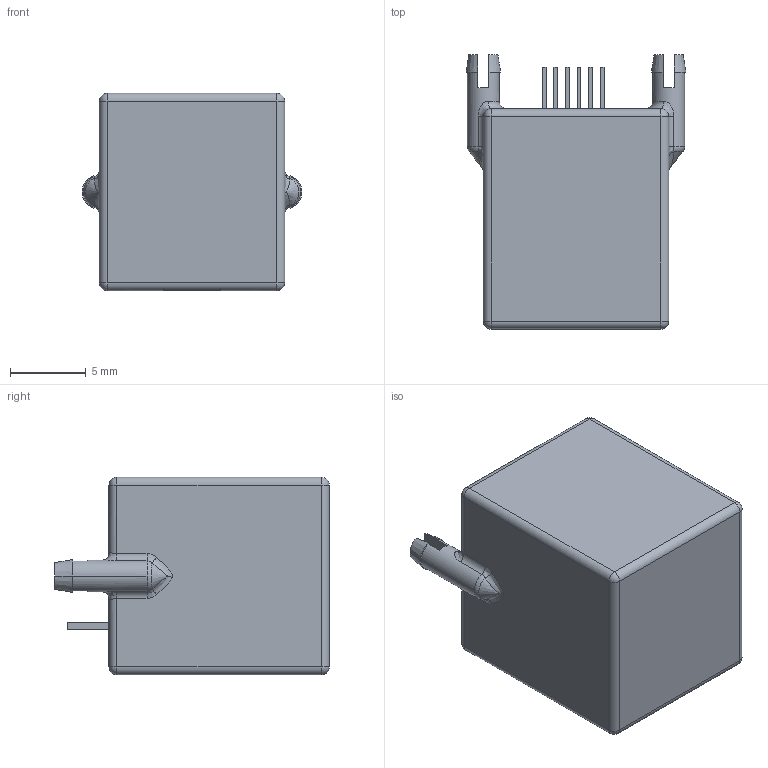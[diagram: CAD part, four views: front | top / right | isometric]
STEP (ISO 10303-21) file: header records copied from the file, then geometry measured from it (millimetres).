
FILE_DESCRIPTION (( 'STEP AP214' ), '1' );
FILE_NAME ('6D3FCAED-E286-4697-8645-4DF3002F39EC.STEP', '2008-06-25T05:35:22', ( 'sysAdmin' ), ( 'SolidWorks' ), 'SwSTEP 2.0', 'SolidWorks 2008', '' );
FILE_SCHEMA (( 'AUTOMOTIVE_DESIGN' ));
Length unit declared in the file: inch
Products named in the file (1): 6D3FCAED-E286-4697-8645-4DF3002F39EC
Bounding box: 14.47 x 18.07 x 13 mm (x, y, z)
Volume: 1191.2 mm3; surface area: 1786.3 mm2
Topology: 13 solids, 13 shells, 210 faces, 508 edges, 316 vertices
Faces by surface type: plane 156, cylinder 22, bspline 12, cone 8, sphere 8, torus 4
Entity records: 7757 total; most frequent: CARTESIAN_POINT 1539, ORIENTED_EDGE 1000, DIRECTION 948, EDGE_CURVE 500, VECTOR 386, LINE 386, VERTEX_POINT 316, AXIS2_PLACEMENT_3D 281
